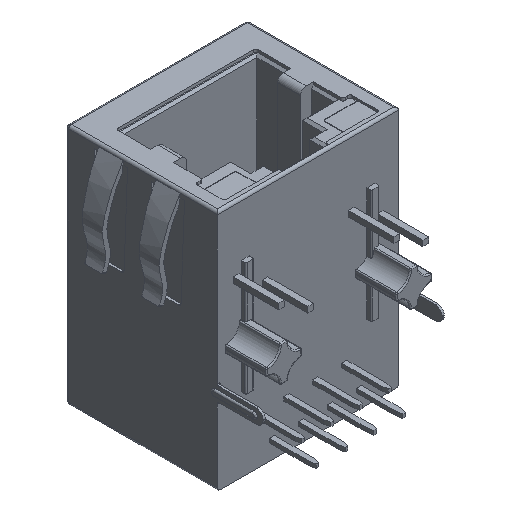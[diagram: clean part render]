
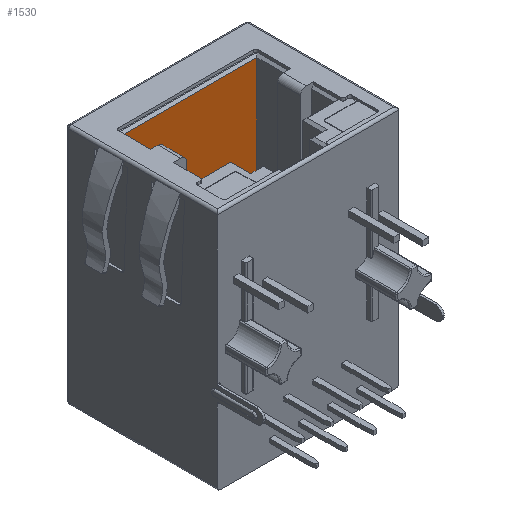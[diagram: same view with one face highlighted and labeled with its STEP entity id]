
A CAD part, isometric view. The second image highlights one B-rep face of the part: STEP entity #1530.
In plain terms, the highlighted planar face has unit normal (0, -1, 0).
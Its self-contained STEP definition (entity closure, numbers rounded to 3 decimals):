
#100 = PLANE ( 'NONE',  #3950 ) ;
#230 = EDGE_CURVE ( 'NONE', #16153, #15355, #29119, .T. ) ;
#1530 = ADVANCED_FACE ( 'NONE', ( #9463 ), #100, .F. ) ;
#2271 = CARTESIAN_POINT ( 'NONE',  ( 3.665, 14.45, -0.45 ) ) ;
#3950 = AXIS2_PLACEMENT_3D ( 'NONE', #13585, #27493, #6633 ) ;
#5478 = CARTESIAN_POINT ( 'NONE',  ( 15.565, 14.45, -9.8 ) ) ;
#6280 = DIRECTION ( 'NONE',  ( 0., 0., -1. ) ) ;
#6576 = LINE ( 'NONE', #17968, #14739 ) ;
#6633 = DIRECTION ( 'NONE',  ( 1., 0., 0. ) ) ;
#6737 = CARTESIAN_POINT ( 'NONE',  ( 15.565, 14.45, -0.45 ) ) ;
#7755 = EDGE_CURVE ( 'NONE', #16427, #27171, #23710, .T. ) ;
#8876 = DIRECTION ( 'NONE',  ( -1., 0., 0. ) ) ;
#9463 = FACE_OUTER_BOUND ( 'NONE', #9464, .T. ) ;
#9464 = EDGE_LOOP ( 'NONE', ( #26296, #27821, #24754, #12182 ) ) ;
#11312 = DIRECTION ( 'NONE',  ( 0., 0., -1. ) ) ;
#12053 = DIRECTION ( 'NONE',  ( -1., 0., 0. ) ) ;
#12182 = ORIENTED_EDGE ( 'NONE', *, *, #230, .T. ) ;
#13066 = VECTOR ( 'NONE', #12053, 1000. ) ;
#13585 = CARTESIAN_POINT ( 'NONE',  ( 15.565, 14.45, 0. ) ) ;
#14739 = VECTOR ( 'NONE', #6280, 1000. ) ;
#15246 = CARTESIAN_POINT ( 'NONE',  ( 15.565, 14.45, -0.45 ) ) ;
#15355 = VERTEX_POINT ( 'NONE', #19444 ) ;
#16153 = VERTEX_POINT ( 'NONE', #6737 ) ;
#16427 = VERTEX_POINT ( 'NONE', #5478 ) ;
#16610 = EDGE_CURVE ( 'NONE', #16153, #16427, #6576, .T. ) ;
#17968 = CARTESIAN_POINT ( 'NONE',  ( 15.565, 14.45, -0.45 ) ) ;
#18555 = VECTOR ( 'NONE', #8876, 1000. ) ;
#19444 = CARTESIAN_POINT ( 'NONE',  ( 3.665, 14.45, -0.45 ) ) ;
#21133 = CARTESIAN_POINT ( 'NONE',  ( 3.665, 14.45, -9.8 ) ) ;
#22538 = LINE ( 'NONE', #2271, #25773 ) ;
#23710 = LINE ( 'NONE', #25656, #13066 ) ;
#24558 = EDGE_CURVE ( 'NONE', #15355, #27171, #22538, .T. ) ;
#24754 = ORIENTED_EDGE ( 'NONE', *, *, #16610, .F. ) ;
#25656 = CARTESIAN_POINT ( 'NONE',  ( 15.565, 14.45, -9.8 ) ) ;
#25773 = VECTOR ( 'NONE', #11312, 1000. ) ;
#26296 = ORIENTED_EDGE ( 'NONE', *, *, #24558, .T. ) ;
#27171 = VERTEX_POINT ( 'NONE', #21133 ) ;
#27493 = DIRECTION ( 'NONE',  ( 0., 1., 0. ) ) ;
#27821 = ORIENTED_EDGE ( 'NONE', *, *, #7755, .F. ) ;
#29119 = LINE ( 'NONE', #15246, #18555 ) ;
